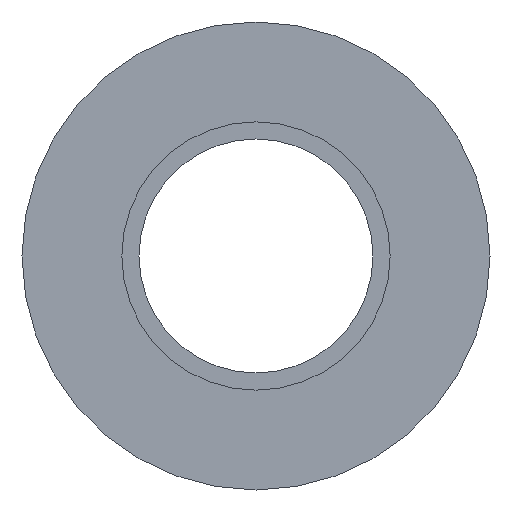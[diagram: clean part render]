
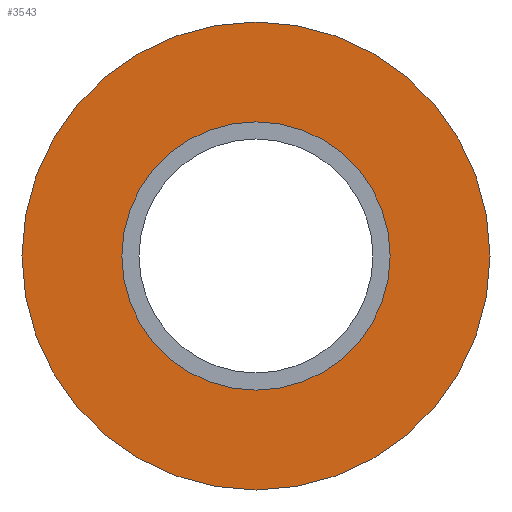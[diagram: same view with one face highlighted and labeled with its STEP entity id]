
A CAD part, left-side view. The second image highlights one B-rep face of the part: STEP entity #3543.
In plain terms, the highlighted planar face has unit normal (-1, 0, 0).
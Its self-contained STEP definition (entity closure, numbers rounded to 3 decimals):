
#19 = PLANE ( 'NONE',  #3515 ) ;
#106 = DIRECTION ( 'NONE',  ( 0., 0., 1. ) ) ;
#243 = FACE_OUTER_BOUND ( 'NONE', #2479, .T. ) ;
#341 = DIRECTION ( 'NONE',  ( 0., 0., 1. ) ) ;
#399 = CIRCLE ( 'NONE', #2502, 8.6 ) ;
#453 = DIRECTION ( 'NONE',  ( 0., 0., -1. ) ) ;
#707 = CARTESIAN_POINT ( 'NONE',  ( 0., 0., 0. ) ) ;
#749 = ORIENTED_EDGE ( 'NONE', *, *, #1283, .T. ) ;
#819 = FACE_BOUND ( 'NONE', #3777, .T. ) ;
#1283 = EDGE_CURVE ( 'NONE', #2684, #2684, #2043, .T. ) ;
#1757 = EDGE_CURVE ( 'NONE', #1962, #1962, #399, .T. ) ;
#1962 = VERTEX_POINT ( 'NONE', #2336 ) ;
#2043 = CIRCLE ( 'NONE', #2748, 15. ) ;
#2133 = CARTESIAN_POINT ( 'NONE',  ( 0., 0., 0. ) ) ;
#2293 = DIRECTION ( 'NONE',  ( 1., 0., 0. ) ) ;
#2336 = CARTESIAN_POINT ( 'NONE',  ( 0., 0., -8.6 ) ) ;
#2479 = EDGE_LOOP ( 'NONE', ( #749 ) ) ;
#2502 = AXIS2_PLACEMENT_3D ( 'NONE', #3806, #2293, #453 ) ;
#2684 = VERTEX_POINT ( 'NONE', #3884 ) ;
#2742 = DIRECTION ( 'NONE',  ( -1., 0., 0. ) ) ;
#2748 = AXIS2_PLACEMENT_3D ( 'NONE', #707, #2841, #106 ) ;
#2841 = DIRECTION ( 'NONE',  ( -1., 0., 0. ) ) ;
#2948 = ORIENTED_EDGE ( 'NONE', *, *, #1757, .T. ) ;
#3515 = AXIS2_PLACEMENT_3D ( 'NONE', #2133, #2742, #341 ) ;
#3543 = ADVANCED_FACE ( 'NONE', ( #819, #243 ), #19, .T. ) ;
#3777 = EDGE_LOOP ( 'NONE', ( #2948 ) ) ;
#3806 = CARTESIAN_POINT ( 'NONE',  ( 0., 0., 0. ) ) ;
#3884 = CARTESIAN_POINT ( 'NONE',  ( 0., 0., 15. ) ) ;
